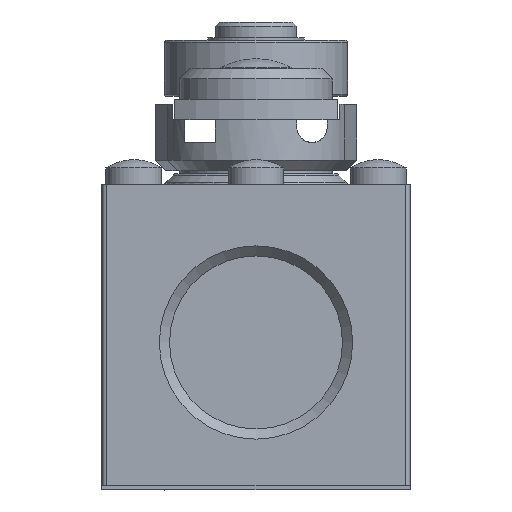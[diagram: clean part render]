
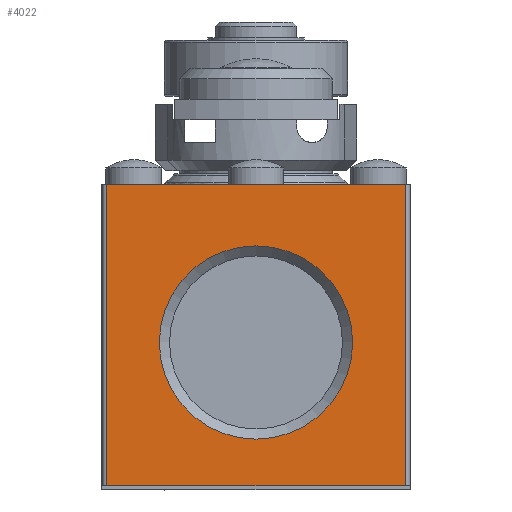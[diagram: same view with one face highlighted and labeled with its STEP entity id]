
A CAD part, front view. The second image highlights one B-rep face of the part: STEP entity #4022.
In plain terms, the highlighted face is planar.
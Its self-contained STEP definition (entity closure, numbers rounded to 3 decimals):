
#283=CIRCLE('',#4412,9.5);
#1163=ORIENTED_EDGE('',*,*,#1816,.T.);
#1164=ORIENTED_EDGE('',*,*,#1817,.T.);
#1165=ORIENTED_EDGE('',*,*,#1818,.F.);
#1166=ORIENTED_EDGE('',*,*,#1777,.T.);
#1167=ORIENTED_EDGE('',*,*,#1775,.T.);
#1168=ORIENTED_EDGE('',*,*,#1773,.T.);
#1169=ORIENTED_EDGE('',*,*,#1819,.F.);
#1773=EDGE_CURVE('',#2175,#2174,#2505,.T.);
#1775=EDGE_CURVE('',#2176,#2175,#2506,.T.);
#1777=EDGE_CURVE('',#2177,#2176,#2507,.T.);
#1816=EDGE_CURVE('',#2192,#2192,#283,.T.);
#1817=EDGE_CURVE('',#2193,#2194,#2536,.T.);
#1818=EDGE_CURVE('',#2177,#2194,#2537,.T.);
#1819=EDGE_CURVE('',#2193,#2174,#2538,.T.);
#2174=VERTEX_POINT('',#6555);
#2175=VERTEX_POINT('',#6557);
#2176=VERTEX_POINT('',#6560);
#2177=VERTEX_POINT('',#6563);
#2192=VERTEX_POINT('',#6637);
#2193=VERTEX_POINT('',#6639);
#2194=VERTEX_POINT('',#6640);
#2505=LINE('',#6556,#2863);
#2506=LINE('',#6559,#2864);
#2507=LINE('',#6562,#2865);
#2536=LINE('',#6638,#2894);
#2537=LINE('',#6641,#2895);
#2538=LINE('',#6642,#2896);
#2863=VECTOR('',#5352,1000.);
#2864=VECTOR('',#5355,1000.);
#2865=VECTOR('',#5358,1000.);
#2894=VECTOR('',#5449,1000.);
#2895=VECTOR('',#5450,1000.);
#2896=VECTOR('',#5451,1000.);
#3153=EDGE_LOOP('',(#1163));
#3154=EDGE_LOOP('',(#1164,#1165,#1166,#1167,#1168,#1169));
#3428=FACE_BOUND('',#3153,.T.);
#3429=FACE_BOUND('',#3154,.T.);
#3600=PLANE('',#4411);
#4022=ADVANCED_FACE('',(#3428,#3429),#3600,.T.);
#4411=AXIS2_PLACEMENT_3D('',#6635,#5445,#5446);
#4412=AXIS2_PLACEMENT_3D('',#6636,#5447,#5448);
#5352=DIRECTION('',(-1.,0.,0.));
#5355=DIRECTION('',(-1.,0.,0.));
#5358=DIRECTION('',(-1.,0.,0.));
#5445=DIRECTION('',(0.,0.,-1.));
#5446=DIRECTION('',(0.,-1.,0.));
#5447=DIRECTION('',(0.,0.,1.));
#5448=DIRECTION('',(1.,0.,0.));
#5449=DIRECTION('',(1.,0.,0.));
#5450=DIRECTION('',(0.,1.,0.));
#5451=DIRECTION('',(0.,-1.,0.));
#6555=CARTESIAN_POINT('',(-14.65,-30.,-54.5));
#6556=CARTESIAN_POINT('',(-12.,-30.,-54.5));
#6557=CARTESIAN_POINT('',(-12.,-30.,-54.5));
#6559=CARTESIAN_POINT('',(12.,-30.,-54.5));
#6560=CARTESIAN_POINT('',(12.,-30.,-54.5));
#6562=CARTESIAN_POINT('',(14.65,-30.,-54.5));
#6563=CARTESIAN_POINT('',(14.65,-30.,-54.5));
#6635=CARTESIAN_POINT('',(15.15,0.,-54.5));
#6636=CARTESIAN_POINT('',(0.,-14.5,-54.5));
#6637=CARTESIAN_POINT('',(9.5,-14.5,-54.5));
#6638=CARTESIAN_POINT('',(15.15,-0.4,-54.5));
#6639=CARTESIAN_POINT('',(-14.65,-0.4,-54.5));
#6640=CARTESIAN_POINT('',(14.65,-0.4,-54.5));
#6641=CARTESIAN_POINT('',(14.65,-30.,-54.5));
#6642=CARTESIAN_POINT('',(-14.65,-0.4,-54.5));
